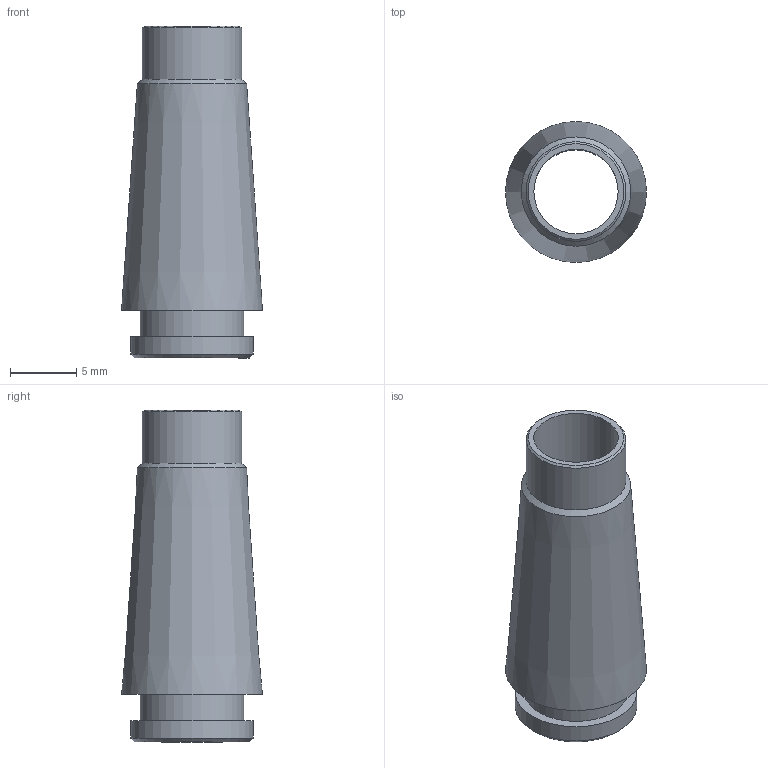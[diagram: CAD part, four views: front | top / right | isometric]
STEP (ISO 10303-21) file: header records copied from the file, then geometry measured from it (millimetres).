
FILE_DESCRIPTION (( 'STEP AP214' ), '1' );
FILE_NAME ('SK6-1_4A_light.STEP', '2020-11-20T20:38:57', ( 'Adriana' ), ( 'HP Inc.' ), 'SwSTEP 2.0', 'SolidWorks 2020', '' );
FILE_SCHEMA (( 'AUTOMOTIVE_DESIGN' ));
Length unit declared in the file: millimetre
Products named in the file (1): SK6-1_4A_light
Bounding box: 10.62 x 10.62 x 25 mm (x, y, z)
Volume: 797.7 mm3; surface area: 1306 mm2
Topology: 1 solids, 1 shells, 12 faces, 20 edges, 12 vertices
Faces by surface type: cylinder 4, cone 4, plane 4
Full cylindrical faces by diameter (mm): 6.35 x1, 7.5 x1, 7.8 x1, 9.2 x1
Entity records: 282 total; most frequent: DIRECTION 50, CARTESIAN_POINT 37, AXIS2_PLACEMENT_3D 25, ORIENTED_EDGE 24, EDGE_LOOP 24, FACE_OUTER_BOUND 16, CIRCLE 12, EDGE_CURVE 12
